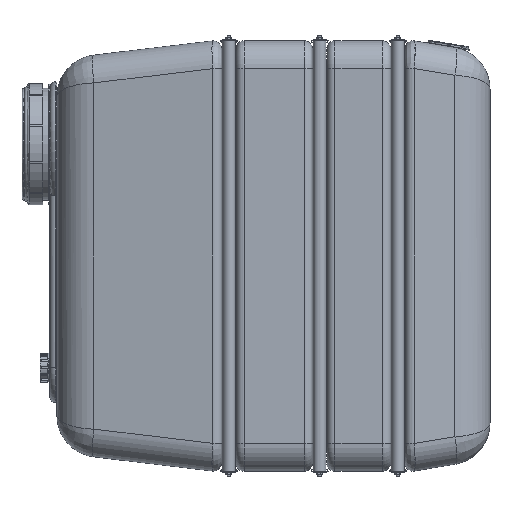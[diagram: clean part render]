
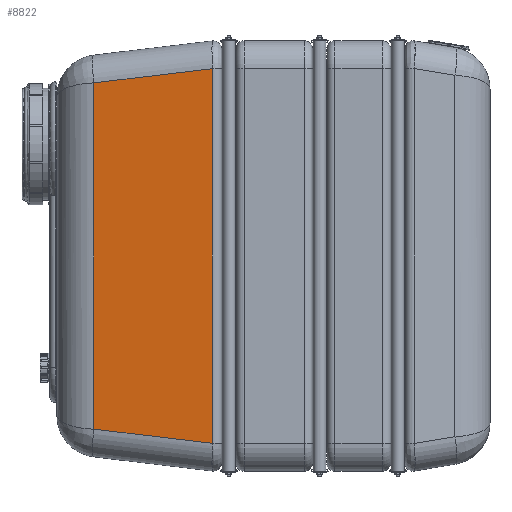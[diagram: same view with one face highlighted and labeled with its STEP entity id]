
A CAD part, left-side view. The second image highlights one B-rep face of the part: STEP entity #8822.
In plain terms, the highlighted planar face has unit normal (-0.993, 0.119, 0).
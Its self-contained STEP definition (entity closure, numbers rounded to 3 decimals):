
#5599=CARTESIAN_POINT('',(-359.787,993.57,670.497));
#5600=VERTEX_POINT('',#5599);
#5729=CARTESIAN_POINT('',(-308.934,1417.851,619.645));
#5730=VERTEX_POINT('',#5729);
#5763=CARTESIAN_POINT('',(-359.787,993.57,670.497));
#5764=DIRECTION('',(0.118,0.986,-0.118));
#5765=VECTOR('',#5764,430.332);
#5766=LINE('',#5763,#5765);
#5767=EDGE_CURVE('',#5600,#5730,#5766,.T.);
#8608=CARTESIAN_POINT('',(-359.787,993.57,-670.497));
#8609=VERTEX_POINT('',#8608);
#8737=CARTESIAN_POINT('',(-308.934,1417.851,-619.645));
#8738=VERTEX_POINT('',#8737);
#8780=CARTESIAN_POINT('',(-308.934,1417.851,-619.645));
#8781=DIRECTION('',(-0.118,-0.986,-0.118));
#8782=VECTOR('',#8781,430.332);
#8783=LINE('',#8780,#8782);
#8784=EDGE_CURVE('',#8738,#8609,#8783,.T.);
#8795=CARTESIAN_POINT('',(-359.787,993.57,670.497));
#8796=DIRECTION('',(0.0,0.0,-1.0));
#8797=VECTOR('',#8796,1340.995);
#8798=LINE('',#8795,#8797);
#8799=EDGE_CURVE('',#5600,#8609,#8798,.T.);
#8806=CARTESIAN_POINT('',(-308.934,1417.851,770.0));
#8807=DIRECTION('',(-0.993,0.119,0.0));
#8808=DIRECTION('',(0.0,0.0,1.0));
#8809=AXIS2_PLACEMENT_3D('',#8806,#8807,#8808);
#8810=PLANE('',#8809);
#8811=ORIENTED_EDGE('',*,*,#5767,.T.);
#8812=CARTESIAN_POINT('',(-308.934,1417.851,619.645));
#8813=DIRECTION('',(0.0,0.0,-1.0));
#8814=VECTOR('',#8813,1239.289);
#8815=LINE('',#8812,#8814);
#8816=EDGE_CURVE('',#5730,#8738,#8815,.T.);
#8817=ORIENTED_EDGE('',*,*,#8816,.T.);
#8818=ORIENTED_EDGE('',*,*,#8784,.T.);
#8819=ORIENTED_EDGE('',*,*,#8799,.F.);
#8820=EDGE_LOOP('',(#8811,#8817,#8818,#8819));
#8821=FACE_OUTER_BOUND('',#8820,.T.);
#8822=ADVANCED_FACE('',(#8821),#8810,.T.);
